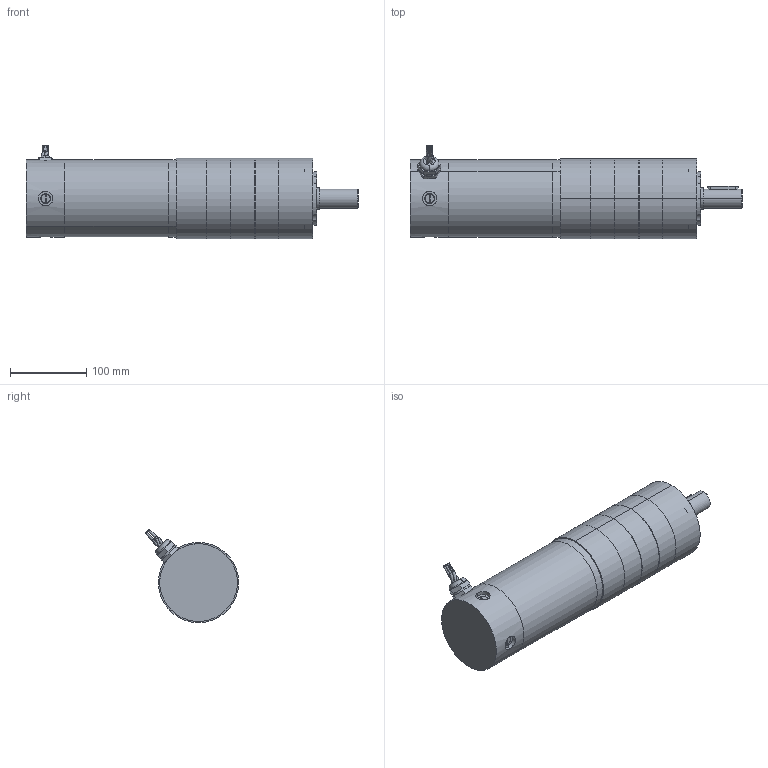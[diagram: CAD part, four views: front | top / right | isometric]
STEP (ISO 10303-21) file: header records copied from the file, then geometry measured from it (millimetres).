
FILE_DESCRIPTION (( 'STEP AP203' ), '1' );
FILE_NAME ('S40-775LKE-NRS_GP105-L3.step', '2025-06-24T20:08:16', ( '' ), ( '' ), 'SwSTEP 2.0', 'SolidWorks 2017', '' );
FILE_SCHEMA (( 'CONFIG_CONTROL_DESIGN' ));
Length unit declared in the file: millimetre
Products named in the file (1): S40-775LKE-NRS_GP105-L3
Bounding box: 434.62 x 122.18 x 122.18 mm (x, y, z)
Volume: 3190239.1 mm3; surface area: 259455.4 mm2
Topology: 17 solids, 17 shells, 462 faces, 1033 edges, 646 vertices
Faces by surface type: plane 189, cylinder 179, cone 63, torus 23, bspline 8
Entity records: 13861 total; most frequent: CARTESIAN_POINT 3234, DIRECTION 2380, ORIENTED_EDGE 2030, EDGE_CURVE 1015, AXIS2_PLACEMENT_3D 942, VERTEX_POINT 646, EDGE_LOOP 541, LINE 496
